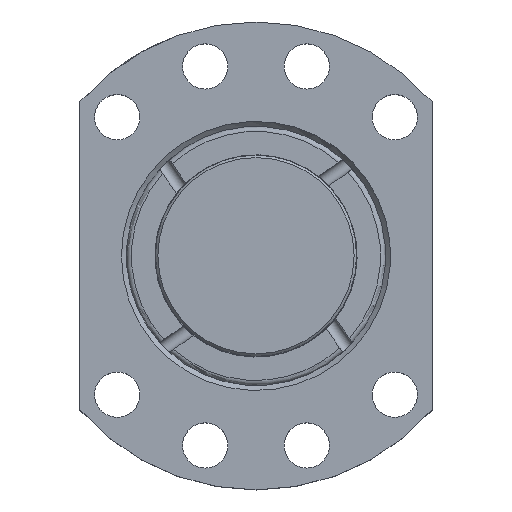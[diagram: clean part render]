
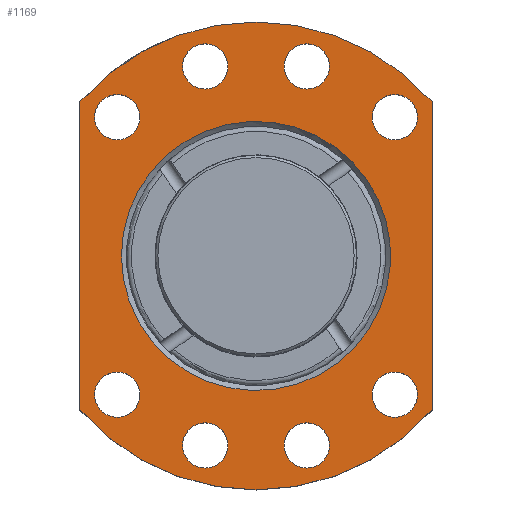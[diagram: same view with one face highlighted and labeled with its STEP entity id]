
A CAD part, top view. The second image highlights one B-rep face of the part: STEP entity #1169.
In plain terms, the highlighted planar face has unit normal (0, 0, 1).
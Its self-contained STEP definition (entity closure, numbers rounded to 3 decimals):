
#60=LINE('',#2118,#100);
#61=LINE('',#2119,#101);
#100=VECTOR('',#1573,1000.);
#101=VECTOR('',#1574,1000.);
#124=PLANE('',#1306);
#308=ORIENTED_EDGE('',*,*,#612,.T.);
#309=ORIENTED_EDGE('',*,*,#607,.F.);
#310=ORIENTED_EDGE('',*,*,#613,.T.);
#311=ORIENTED_EDGE('',*,*,#603,.F.);
#312=ORIENTED_EDGE('',*,*,#614,.T.);
#313=ORIENTED_EDGE('',*,*,#615,.T.);
#314=ORIENTED_EDGE('',*,*,#616,.T.);
#315=ORIENTED_EDGE('',*,*,#617,.T.);
#316=ORIENTED_EDGE('',*,*,#618,.T.);
#317=ORIENTED_EDGE('',*,*,#619,.T.);
#318=ORIENTED_EDGE('',*,*,#620,.T.);
#319=ORIENTED_EDGE('',*,*,#621,.T.);
#320=ORIENTED_EDGE('',*,*,#622,.T.);
#603=EDGE_CURVE('',#733,#734,#819,.T.);
#607=EDGE_CURVE('',#737,#738,#821,.T.);
#612=EDGE_CURVE('',#742,#742,#823,.T.);
#613=EDGE_CURVE('',#737,#734,#60,.T.);
#614=EDGE_CURVE('',#733,#738,#61,.T.);
#615=EDGE_CURVE('',#743,#743,#824,.T.);
#616=EDGE_CURVE('',#744,#744,#825,.T.);
#617=EDGE_CURVE('',#745,#745,#826,.T.);
#618=EDGE_CURVE('',#746,#746,#827,.T.);
#619=EDGE_CURVE('',#747,#747,#828,.T.);
#620=EDGE_CURVE('',#748,#748,#829,.T.);
#621=EDGE_CURVE('',#749,#749,#830,.T.);
#622=EDGE_CURVE('',#750,#750,#831,.T.);
#733=VERTEX_POINT('',#2087);
#734=VERTEX_POINT('',#2088);
#737=VERTEX_POINT('',#2096);
#738=VERTEX_POINT('',#2097);
#742=VERTEX_POINT('',#2117);
#743=VERTEX_POINT('',#2121);
#744=VERTEX_POINT('',#2123);
#745=VERTEX_POINT('',#2125);
#746=VERTEX_POINT('',#2127);
#747=VERTEX_POINT('',#2129);
#748=VERTEX_POINT('',#2131);
#749=VERTEX_POINT('',#2133);
#750=VERTEX_POINT('',#2135);
#819=CIRCLE('',#1301,46.5);
#821=CIRCLE('',#1304,46.5);
#823=CIRCLE('',#1307,26.75);
#824=CIRCLE('',#1308,4.5);
#825=CIRCLE('',#1309,4.5);
#826=CIRCLE('',#1310,4.5);
#827=CIRCLE('',#1311,4.5);
#828=CIRCLE('',#1312,4.5);
#829=CIRCLE('',#1313,4.5);
#830=CIRCLE('',#1314,4.5);
#831=CIRCLE('',#1315,4.5);
#890=EDGE_LOOP('',(#308));
#891=EDGE_LOOP('',(#309,#310,#311,#312));
#892=EDGE_LOOP('',(#313));
#893=EDGE_LOOP('',(#314));
#894=EDGE_LOOP('',(#315));
#895=EDGE_LOOP('',(#316));
#896=EDGE_LOOP('',(#317));
#897=EDGE_LOOP('',(#318));
#898=EDGE_LOOP('',(#319));
#899=EDGE_LOOP('',(#320));
#1012=FACE_BOUND('',#890,.T.);
#1013=FACE_BOUND('',#891,.T.);
#1014=FACE_BOUND('',#892,.T.);
#1015=FACE_BOUND('',#893,.T.);
#1016=FACE_BOUND('',#894,.T.);
#1017=FACE_BOUND('',#895,.T.);
#1018=FACE_BOUND('',#896,.T.);
#1019=FACE_BOUND('',#897,.T.);
#1020=FACE_BOUND('',#898,.T.);
#1021=FACE_BOUND('',#899,.T.);
#1169=ADVANCED_FACE('',(#1012,#1013,#1014,#1015,#1016,#1017,#1018,#1019,
#1020,#1021),#124,.T.);
#1301=AXIS2_PLACEMENT_3D('',#2086,#1555,#1556);
#1304=AXIS2_PLACEMENT_3D('',#2095,#1563,#1564);
#1306=AXIS2_PLACEMENT_3D('',#2115,#1569,#1570);
#1307=AXIS2_PLACEMENT_3D('',#2116,#1571,#1572);
#1308=AXIS2_PLACEMENT_3D('',#2120,#1575,#1576);
#1309=AXIS2_PLACEMENT_3D('',#2122,#1577,#1578);
#1310=AXIS2_PLACEMENT_3D('',#2124,#1579,#1580);
#1311=AXIS2_PLACEMENT_3D('',#2126,#1581,#1582);
#1312=AXIS2_PLACEMENT_3D('',#2128,#1583,#1584);
#1313=AXIS2_PLACEMENT_3D('',#2130,#1585,#1586);
#1314=AXIS2_PLACEMENT_3D('',#2132,#1587,#1588);
#1315=AXIS2_PLACEMENT_3D('',#2134,#1589,#1590);
#1555=DIRECTION('',(0.,0.,-1.));
#1556=DIRECTION('',(-1.,0.,0.));
#1563=DIRECTION('',(0.,0.,-1.));
#1564=DIRECTION('',(-1.,0.,0.));
#1569=DIRECTION('',(0.,0.,1.));
#1570=DIRECTION('',(1.,0.,0.));
#1571=DIRECTION('',(0.,0.,-1.));
#1572=DIRECTION('',(-1.,0.,0.));
#1573=DIRECTION('',(0.,-1.,0.));
#1574=DIRECTION('',(0.,1.,0.));
#1575=DIRECTION('',(0.,0.,-1.));
#1576=DIRECTION('',(-1.,0.,0.));
#1577=DIRECTION('',(0.,0.,-1.));
#1578=DIRECTION('',(-1.,0.,0.));
#1579=DIRECTION('',(0.,0.,-1.));
#1580=DIRECTION('',(-1.,0.,0.));
#1581=DIRECTION('',(0.,0.,-1.));
#1582=DIRECTION('',(-1.,0.,0.));
#1583=DIRECTION('',(0.,0.,-1.));
#1584=DIRECTION('',(-1.,0.,0.));
#1585=DIRECTION('',(0.,0.,-1.));
#1586=DIRECTION('',(-1.,0.,0.));
#1587=DIRECTION('',(0.,0.,-1.));
#1588=DIRECTION('',(-1.,0.,0.));
#1589=DIRECTION('',(0.,0.,-1.));
#1590=DIRECTION('',(-1.,0.,0.));
#2086=CARTESIAN_POINT('',(0.,0.,55.));
#2087=CARTESIAN_POINT('',(35.,-30.615,55.));
#2088=CARTESIAN_POINT('',(-35.,-30.615,55.));
#2095=CARTESIAN_POINT('',(0.,0.,55.));
#2096=CARTESIAN_POINT('',(-35.,30.615,55.));
#2097=CARTESIAN_POINT('',(35.,30.615,55.));
#2115=CARTESIAN_POINT('',(0.,46.5,55.));
#2116=CARTESIAN_POINT('',(0.,0.,55.));
#2117=CARTESIAN_POINT('',(-26.75,0.,55.));
#2118=CARTESIAN_POINT('',(-35.,51.5,55.));
#2119=CARTESIAN_POINT('',(35.,-51.5,55.));
#2120=CARTESIAN_POINT('',(-10.094,37.671,55.));
#2121=CARTESIAN_POINT('',(-14.594,37.671,55.));
#2122=CARTESIAN_POINT('',(-27.577,27.577,55.));
#2123=CARTESIAN_POINT('',(-32.077,27.577,55.));
#2124=CARTESIAN_POINT('',(27.577,-27.577,55.));
#2125=CARTESIAN_POINT('',(23.077,-27.577,55.));
#2126=CARTESIAN_POINT('',(10.094,-37.671,55.));
#2127=CARTESIAN_POINT('',(5.594,-37.671,55.));
#2128=CARTESIAN_POINT('',(-10.094,-37.671,55.));
#2129=CARTESIAN_POINT('',(-14.594,-37.671,55.));
#2130=CARTESIAN_POINT('',(-27.577,-27.577,55.));
#2131=CARTESIAN_POINT('',(-32.077,-27.577,55.));
#2132=CARTESIAN_POINT('',(10.094,37.671,55.));
#2133=CARTESIAN_POINT('',(5.594,37.671,55.));
#2134=CARTESIAN_POINT('',(27.577,27.577,55.));
#2135=CARTESIAN_POINT('',(23.077,27.577,55.));
